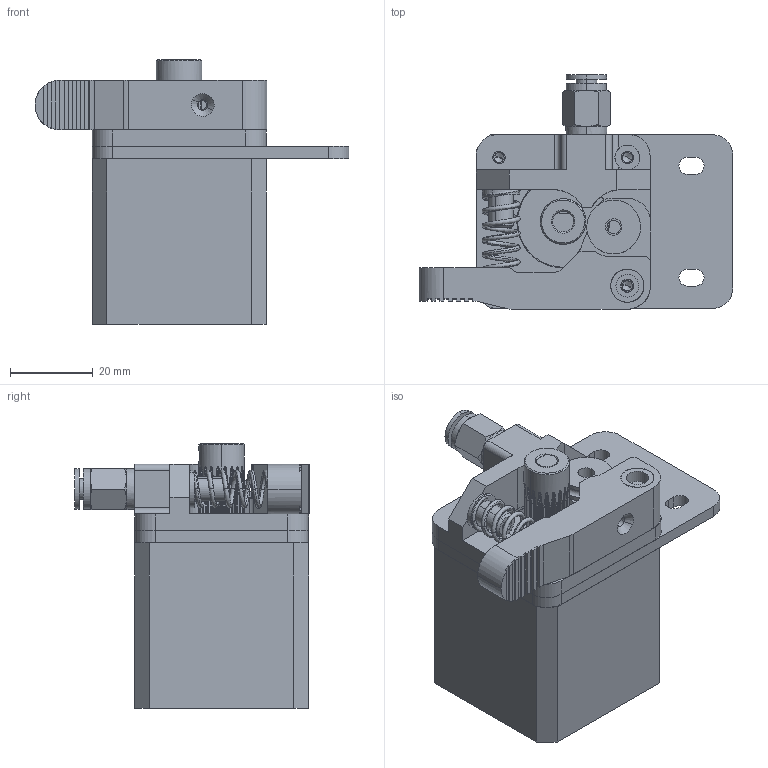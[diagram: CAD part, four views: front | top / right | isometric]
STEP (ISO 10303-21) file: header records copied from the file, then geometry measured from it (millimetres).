
FILE_DESCRIPTION(('CATIA V5 STEP Exchange'),'2;1');
FILE_NAME('Ender5 Extruder.stp','2019-11-24T11:30:25+00:00',('none'),('none'),'CATIA Version 5 Release 20 GA (IN-10)','CATIA V5 STEP AP203','none');
FILE_SCHEMA(('CONFIG_CONTROL_DESIGN'));
Length unit declared in the file: millimetre
Products named in the file (1): Ender5 Extruder
Assembly tree (10 placements, depth 2):
  Ender5 Extruder
    #58
    #1875
    #3212
    #4087
    #4461
    #6626
    #6876
    #7235
    #21610
    #26986
Bounding box: 75.8 x 56.7 x 64 mm (x, y, z)
Volume: 95990 mm3; surface area: 29723 mm2
Topology: 10 solids, 11 shells, 810 faces, 1996 edges, 1222 vertices
Faces by surface type: cylinder 346, torus 222, plane 121, cone 65, bspline 56
Entity records: 27684 total; most frequent: CARTESIAN_POINT 10720, ORIENTED_EDGE 3938, DIRECTION 2668, EDGE_CURVE 1911, AXIS2_PLACEMENT_3D 1350, VERTEX_POINT 1171, EDGE_LOOP 874, ADVANCED_FACE 810
